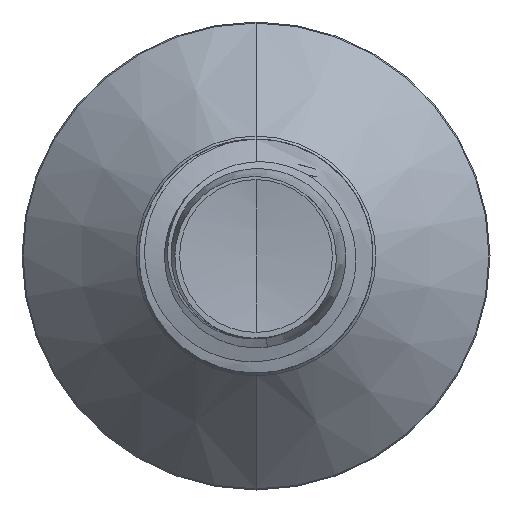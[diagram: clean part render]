
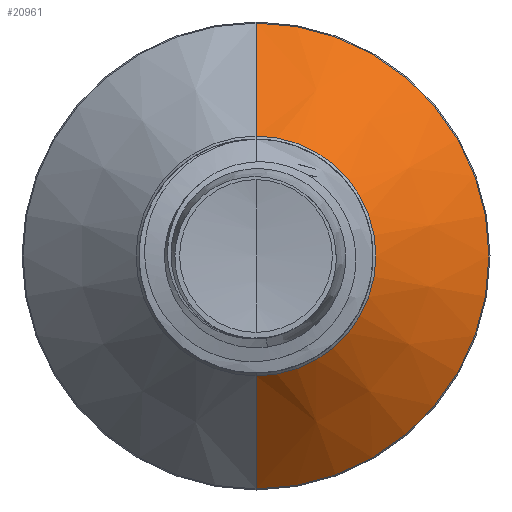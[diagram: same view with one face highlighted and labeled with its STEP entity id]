
A CAD part, front view. The second image highlights one B-rep face of the part: STEP entity #20961.
In plain terms, the highlighted conical face has half-angle 45 degrees and reference radius 2.563 mm.
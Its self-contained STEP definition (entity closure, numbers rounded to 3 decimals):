
#1875 = AXIS2_PLACEMENT_3D ( 'NONE', #25944, #10866, #28374 ) ;
#2231 = ORIENTED_EDGE ( 'NONE', *, *, #5747, .T. ) ;
#2913 = CARTESIAN_POINT ( 'NONE',  ( 0., 16.813, -2.563 ) ) ;
#3930 = DIRECTION ( 'NONE',  ( 0., 0., 1. ) ) ;
#3936 = DIRECTION ( 'NONE',  ( 0., 1., 0. ) ) ;
#3990 = CARTESIAN_POINT ( 'NONE',  ( 0., 16.813, 0. ) ) ;
#5747 = EDGE_CURVE ( 'NONE', #26234, #15152, #15277, .T. ) ;
#6247 = CARTESIAN_POINT ( 'NONE',  ( 0., 16.813, 2.563 ) ) ;
#9492 = DIRECTION ( 'NONE',  ( 0., 0., 1. ) ) ;
#10106 = CARTESIAN_POINT ( 'NONE',  ( 0., 19.228, 4.978 ) ) ;
#10434 = CIRCLE ( 'NONE', #28736, 2.563 ) ;
#10506 = ORIENTED_EDGE ( 'NONE', *, *, #29297, .F. ) ;
#10866 = DIRECTION ( 'NONE',  ( 0., 1., 0. ) ) ;
#13883 = EDGE_CURVE ( 'NONE', #18108, #26234, #10434, .T. ) ;
#14489 = DIRECTION ( 'NONE',  ( 0., 0.707, 0.707 ) ) ;
#14971 = EDGE_CURVE ( 'NONE', #18108, #26936, #29915, .T. ) ;
#15152 = VERTEX_POINT ( 'NONE', #35286 ) ;
#15277 = LINE ( 'NONE', #32135, #25900 ) ;
#15694 = FACE_OUTER_BOUND ( 'NONE', #26021, .T. ) ;
#17642 = CARTESIAN_POINT ( 'NONE',  ( 0., 16.813, 0. ) ) ;
#18108 = VERTEX_POINT ( 'NONE', #18727 ) ;
#18727 = CARTESIAN_POINT ( 'NONE',  ( 0., 16.813, 2.563 ) ) ;
#19413 = CONICAL_SURFACE ( 'NONE', #33962, 2.563, 0.785 ) ;
#19667 = CIRCLE ( 'NONE', #1875, 4.978 ) ;
#20961 = ADVANCED_FACE ( 'NONE', ( #15694 ), #19413, .T. ) ;
#24004 = ORIENTED_EDGE ( 'NONE', *, *, #14971, .F. ) ;
#25900 = VECTOR ( 'NONE', #32378, 1000. ) ;
#25944 = CARTESIAN_POINT ( 'NONE',  ( 0., 19.228, 0. ) ) ;
#26021 = EDGE_LOOP ( 'NONE', ( #29686, #2231, #10506, #24004 ) ) ;
#26234 = VERTEX_POINT ( 'NONE', #2913 ) ;
#26936 = VERTEX_POINT ( 'NONE', #10106 ) ;
#27464 = DIRECTION ( 'NONE',  ( 0., 1., 0. ) ) ;
#28374 = DIRECTION ( 'NONE',  ( 0., 0., 1. ) ) ;
#28736 = AXIS2_PLACEMENT_3D ( 'NONE', #3990, #3936, #3930 ) ;
#29297 = EDGE_CURVE ( 'NONE', #26936, #15152, #19667, .T. ) ;
#29686 = ORIENTED_EDGE ( 'NONE', *, *, #13883, .T. ) ;
#29915 = LINE ( 'NONE', #6247, #30760 ) ;
#30760 = VECTOR ( 'NONE', #14489, 1000. ) ;
#32135 = CARTESIAN_POINT ( 'NONE',  ( 0., 16.813, -2.563 ) ) ;
#32378 = DIRECTION ( 'NONE',  ( 0., 0.707, -0.707 ) ) ;
#33962 = AXIS2_PLACEMENT_3D ( 'NONE', #17642, #27464, #9492 ) ;
#35286 = CARTESIAN_POINT ( 'NONE',  ( 0., 19.228, -4.978 ) ) ;
